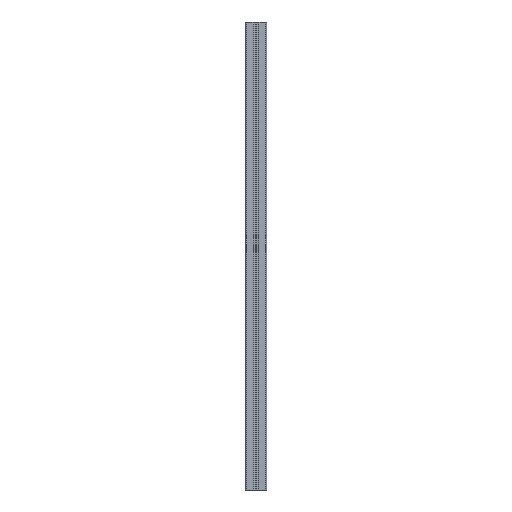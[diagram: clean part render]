
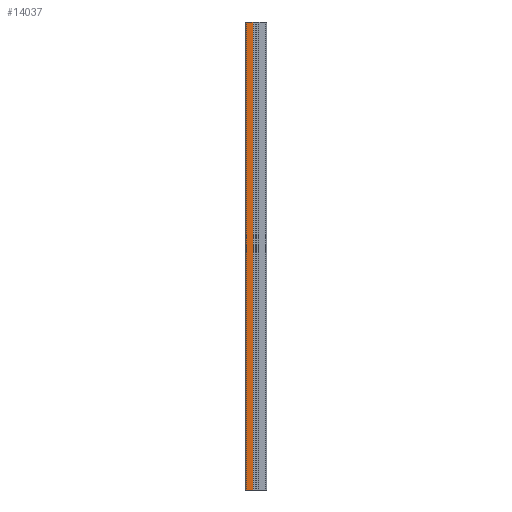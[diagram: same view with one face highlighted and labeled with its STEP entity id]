
A CAD part, left-side view. The second image highlights one B-rep face of the part: STEP entity #14037.
In plain terms, the highlighted planar face has unit normal (-1, 0, 0).
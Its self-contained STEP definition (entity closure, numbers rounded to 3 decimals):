
#724 = VERTEX_POINT ( 'NONE', #13590 ) ;
#1112 = CARTESIAN_POINT ( 'NONE',  ( -22.5, 20.5, -1000. ) ) ;
#2517 = VECTOR ( 'NONE', #15957, 1000. ) ;
#2656 = VECTOR ( 'NONE', #2989, 1000. ) ;
#2754 = LINE ( 'NONE', #1112, #9765 ) ;
#2989 = DIRECTION ( 'NONE',  ( 0., 1., 0. ) ) ;
#3142 = DIRECTION ( 'NONE',  ( 0., 1., 0. ) ) ;
#3487 = VERTEX_POINT ( 'NONE', #12737 ) ;
#3885 = DIRECTION ( 'NONE',  ( -1., 0., 0. ) ) ;
#5085 = AXIS2_PLACEMENT_3D ( 'NONE', #5338, #3885, #9802 ) ;
#5338 = CARTESIAN_POINT ( 'NONE',  ( -22.5, 22.5, -1000. ) ) ;
#5530 = ORIENTED_EDGE ( 'NONE', *, *, #18328, .T. ) ;
#6069 = CARTESIAN_POINT ( 'NONE',  ( -22.5, 22.5, -1000. ) ) ;
#6859 = CARTESIAN_POINT ( 'NONE',  ( -22.5, 6.325, -1000. ) ) ;
#7215 = DIRECTION ( 'NONE',  ( 0., 0., -1. ) ) ;
#7763 = VERTEX_POINT ( 'NONE', #18725 ) ;
#7945 = VECTOR ( 'NONE', #3142, 1000. ) ;
#8385 = EDGE_CURVE ( 'NONE', #724, #11582, #9924, .T. ) ;
#8811 = CARTESIAN_POINT ( 'NONE',  ( -22.5, 22.5, 0. ) ) ;
#9545 = EDGE_CURVE ( 'NONE', #3487, #7763, #2754, .T. ) ;
#9765 = VECTOR ( 'NONE', #7215, 1000. ) ;
#9802 = DIRECTION ( 'NONE',  ( 0., 0., 1. ) ) ;
#9924 = LINE ( 'NONE', #15863, #2517 ) ;
#11582 = VERTEX_POINT ( 'NONE', #6859 ) ;
#12420 = PLANE ( 'NONE',  #5085 ) ;
#12737 = CARTESIAN_POINT ( 'NONE',  ( -22.5, 20.5, 0. ) ) ;
#13022 = EDGE_LOOP ( 'NONE', ( #5530, #16108, #14326, #16763 ) ) ;
#13590 = CARTESIAN_POINT ( 'NONE',  ( -22.5, 6.325, 0. ) ) ;
#14037 = ADVANCED_FACE ( 'NONE', ( #18659 ), #12420, .T. ) ;
#14326 = ORIENTED_EDGE ( 'NONE', *, *, #15996, .F. ) ;
#15863 = CARTESIAN_POINT ( 'NONE',  ( -22.5, 6.325, -1000. ) ) ;
#15957 = DIRECTION ( 'NONE',  ( 0., 0., -1. ) ) ;
#15996 = EDGE_CURVE ( 'NONE', #11582, #7763, #17731, .T. ) ;
#16108 = ORIENTED_EDGE ( 'NONE', *, *, #9545, .T. ) ;
#16763 = ORIENTED_EDGE ( 'NONE', *, *, #8385, .F. ) ;
#17666 = LINE ( 'NONE', #8811, #2656 ) ;
#17731 = LINE ( 'NONE', #6069, #7945 ) ;
#18328 = EDGE_CURVE ( 'NONE', #724, #3487, #17666, .T. ) ;
#18659 = FACE_OUTER_BOUND ( 'NONE', #13022, .T. ) ;
#18725 = CARTESIAN_POINT ( 'NONE',  ( -22.5, 20.5, -1000. ) ) ;
